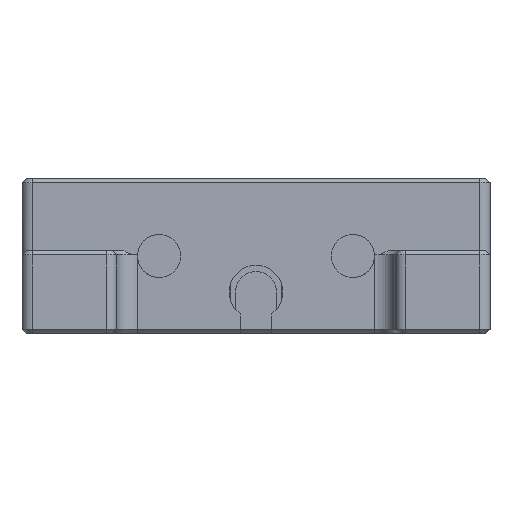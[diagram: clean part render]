
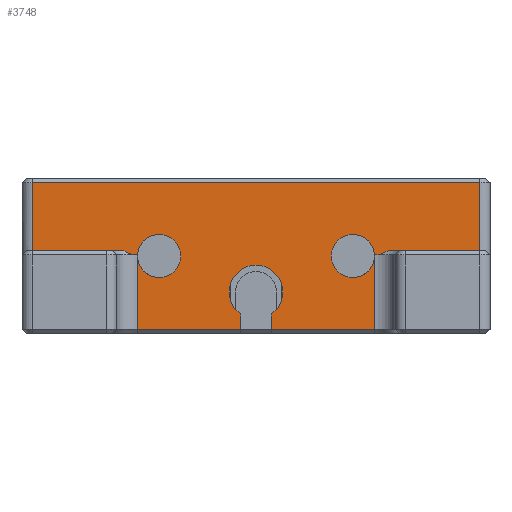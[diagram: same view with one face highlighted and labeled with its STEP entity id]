
A CAD part, front view. The second image highlights one B-rep face of the part: STEP entity #3748.
In plain terms, the highlighted planar face has unit normal (0, -1, 0).
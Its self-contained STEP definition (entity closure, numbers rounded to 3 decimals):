
#191=(
BOUNDED_CURVE()
B_SPLINE_CURVE(2,(#5242,#5243,#5244),.UNSPECIFIED.,.F.,.F.)
B_SPLINE_CURVE_WITH_KNOTS((3,3),(0.14,0.279),
 .UNSPECIFIED.)
CURVE()
GEOMETRIC_REPRESENTATION_ITEM()
RATIONAL_B_SPLINE_CURVE((1.,1.049,1.))
REPRESENTATION_ITEM('')
);
#192=(
BOUNDED_CURVE()
B_SPLINE_CURVE(2,(#5287,#5288,#5289),.UNSPECIFIED.,.F.,.F.)
B_SPLINE_CURVE_WITH_KNOTS((3,3),(0.,0.14),.UNSPECIFIED.)
CURVE()
GEOMETRIC_REPRESENTATION_ITEM()
RATIONAL_B_SPLINE_CURVE((1.,1.049,1.))
REPRESENTATION_ITEM('')
);
#254=CIRCLE('',#4036,2.1);
#255=CIRCLE('',#4037,2.1);
#256=CIRCLE('',#4038,2.6);
#257=CIRCLE('',#4039,2.1);
#258=CIRCLE('',#4040,2.1);
#448=FACE_OUTER_BOUND('',#677,.T.);
#677=EDGE_LOOP('',(#2878,#2879,#2880,#2881,#2882,#2883,#2884,#2885,#2886,
#2887,#2888,#2889,#2890,#2891,#2892,#2893,#2894,#2895,#2896,#2897));
#822=LINE('',#5250,#1176);
#835=LINE('',#5298,#1189);
#836=LINE('',#5299,#1190);
#951=LINE('',#5984,#1305);
#990=LINE('',#6681,#1344);
#991=LINE('',#6684,#1345);
#992=LINE('',#6685,#1346);
#993=LINE('',#6690,#1347);
#994=LINE('',#6692,#1348);
#995=LINE('',#6696,#1349);
#996=LINE('',#6698,#1350);
#997=LINE('',#6700,#1351);
#998=LINE('',#6704,#1352);
#1176=VECTOR('',#4256,10.);
#1189=VECTOR('',#4299,10.);
#1190=VECTOR('',#4300,10.);
#1305=VECTOR('',#4591,10.);
#1344=VECTOR('',#4674,10.);
#1345=VECTOR('',#4677,10.);
#1346=VECTOR('',#4678,10.);
#1347=VECTOR('',#4683,10.);
#1348=VECTOR('',#4684,10.);
#1349=VECTOR('',#4687,10.);
#1350=VECTOR('',#4688,10.);
#1351=VECTOR('',#4689,10.);
#1352=VECTOR('',#4694,10.);
#1533=VERTEX_POINT('',#5240);
#1534=VERTEX_POINT('',#5241);
#1535=VERTEX_POINT('',#5248);
#1548=VERTEX_POINT('',#5285);
#1549=VERTEX_POINT('',#5286);
#1551=VERTEX_POINT('',#5295);
#1552=VERTEX_POINT('',#5297);
#1675=VERTEX_POINT('',#5978);
#1676=VERTEX_POINT('',#5982);
#1708=VERTEX_POINT('',#6683);
#1709=VERTEX_POINT('',#6686);
#1710=VERTEX_POINT('',#6689);
#1711=VERTEX_POINT('',#6691);
#1712=VERTEX_POINT('',#6693);
#1713=VERTEX_POINT('',#6695);
#1714=VERTEX_POINT('',#6697);
#1715=VERTEX_POINT('',#6699);
#1716=VERTEX_POINT('',#6701);
#1873=EDGE_CURVE('',#1533,#1534,#191,.F.);
#1877=EDGE_CURVE('',#1535,#1533,#822,.T.);
#1894=EDGE_CURVE('',#1548,#1549,#192,.F.);
#1899=EDGE_CURVE('',#1551,#1552,#835,.T.);
#1900=EDGE_CURVE('',#1552,#1548,#836,.T.);
#2075=EDGE_CURVE('',#1675,#1676,#951,.T.);
#2136=EDGE_CURVE('',#1676,#1535,#990,.T.);
#2137=EDGE_CURVE('',#1708,#1675,#991,.T.);
#2138=EDGE_CURVE('',#1549,#1708,#992,.T.);
#2139=EDGE_CURVE('',#1552,#1709,#254,.T.);
#2140=EDGE_CURVE('',#1709,#1552,#255,.T.);
#2141=EDGE_CURVE('',#1710,#1551,#993,.T.);
#2142=EDGE_CURVE('',#1710,#1711,#994,.T.);
#2143=EDGE_CURVE('',#1711,#1712,#256,.T.);
#2144=EDGE_CURVE('',#1712,#1713,#995,.T.);
#2145=EDGE_CURVE('',#1714,#1713,#996,.T.);
#2146=EDGE_CURVE('',#1715,#1714,#997,.T.);
#2147=EDGE_CURVE('',#1715,#1716,#257,.T.);
#2148=EDGE_CURVE('',#1716,#1715,#258,.T.);
#2149=EDGE_CURVE('',#1534,#1715,#998,.T.);
#2878=ORIENTED_EDGE('',*,*,#2075,.F.);
#2879=ORIENTED_EDGE('',*,*,#2137,.F.);
#2880=ORIENTED_EDGE('',*,*,#2138,.F.);
#2881=ORIENTED_EDGE('',*,*,#1894,.F.);
#2882=ORIENTED_EDGE('',*,*,#1900,.F.);
#2883=ORIENTED_EDGE('',*,*,#2139,.T.);
#2884=ORIENTED_EDGE('',*,*,#2140,.T.);
#2885=ORIENTED_EDGE('',*,*,#1899,.F.);
#2886=ORIENTED_EDGE('',*,*,#2141,.F.);
#2887=ORIENTED_EDGE('',*,*,#2142,.T.);
#2888=ORIENTED_EDGE('',*,*,#2143,.T.);
#2889=ORIENTED_EDGE('',*,*,#2144,.T.);
#2890=ORIENTED_EDGE('',*,*,#2145,.F.);
#2891=ORIENTED_EDGE('',*,*,#2146,.F.);
#2892=ORIENTED_EDGE('',*,*,#2147,.T.);
#2893=ORIENTED_EDGE('',*,*,#2148,.T.);
#2894=ORIENTED_EDGE('',*,*,#2149,.F.);
#2895=ORIENTED_EDGE('',*,*,#1873,.F.);
#2896=ORIENTED_EDGE('',*,*,#1877,.F.);
#2897=ORIENTED_EDGE('',*,*,#2136,.F.);
#3598=PLANE('',#4035);
#3748=ADVANCED_FACE('',(#448),#3598,.T.);
#4035=AXIS2_PLACEMENT_3D('',#6682,#4675,#4676);
#4036=AXIS2_PLACEMENT_3D('',#6687,#4679,#4680);
#4037=AXIS2_PLACEMENT_3D('',#6688,#4681,#4682);
#4038=AXIS2_PLACEMENT_3D('',#6694,#4685,#4686);
#4039=AXIS2_PLACEMENT_3D('',#6702,#4690,#4691);
#4040=AXIS2_PLACEMENT_3D('',#6703,#4692,#4693);
#4256=DIRECTION('',(-1.,0.,0.));
#4299=DIRECTION('',(0.,0.,1.));
#4300=DIRECTION('',(0.,0.,1.));
#4591=DIRECTION('',(1.,0.,0.));
#4674=DIRECTION('',(0.,0.,-1.));
#4675=DIRECTION('center_axis',(0.,-1.,0.));
#4676=DIRECTION('ref_axis',(1.,0.,0.));
#4677=DIRECTION('',(0.,0.,1.));
#4678=DIRECTION('',(-1.,0.,0.));
#4679=DIRECTION('center_axis',(0.,1.,0.));
#4680=DIRECTION('ref_axis',(0.,0.,1.));
#4681=DIRECTION('center_axis',(0.,1.,0.));
#4682=DIRECTION('ref_axis',(0.,0.,1.));
#4683=DIRECTION('',(-1.,0.,0.));
#4684=DIRECTION('',(0.,0.,1.));
#4685=DIRECTION('center_axis',(0.,1.,0.));
#4686=DIRECTION('ref_axis',(0.,0.,1.));
#4687=DIRECTION('',(0.,0.,-1.));
#4688=DIRECTION('',(-1.,0.,0.));
#4689=DIRECTION('',(0.,0.,-1.));
#4690=DIRECTION('center_axis',(0.,1.,0.));
#4691=DIRECTION('ref_axis',(0.,0.,1.));
#4692=DIRECTION('center_axis',(0.,1.,0.));
#4693=DIRECTION('ref_axis',(0.,0.,1.));
#4694=DIRECTION('',(0.,0.,-1.));
#5240=CARTESIAN_POINT('',(30.927,9.,8.));
#5241=CARTESIAN_POINT('',(29.6,9.,7.6));
#5242=CARTESIAN_POINT('Ctrl Pts',(29.6,9.,7.6));
#5243=CARTESIAN_POINT('Ctrl Pts',(30.203,9.,7.6));
#5244=CARTESIAN_POINT('Ctrl Pts',(30.927,9.,8.));
#5248=CARTESIAN_POINT('',(39.8,9.,8.));
#5250=CARTESIAN_POINT('',(40.8,9.,8.));
#5285=CARTESIAN_POINT('',(6.6,9.,7.6));
#5286=CARTESIAN_POINT('',(5.273,9.,8.));
#5287=CARTESIAN_POINT('Ctrl Pts',(5.273,9.,8.));
#5288=CARTESIAN_POINT('Ctrl Pts',(5.997,9.,7.6));
#5289=CARTESIAN_POINT('Ctrl Pts',(6.6,9.,7.6));
#5295=CARTESIAN_POINT('',(6.6,9.,0.4));
#5297=CARTESIAN_POINT('',(6.6,9.,7.5));
#5298=CARTESIAN_POINT('',(6.6,9.,0.));
#5299=CARTESIAN_POINT('',(6.6,9.,0.));
#5978=CARTESIAN_POINT('',(-3.6,9.,14.6));
#5982=CARTESIAN_POINT('',(39.8,9.,14.6));
#5984=CARTESIAN_POINT('',(6.75,9.,14.6));
#6681=CARTESIAN_POINT('',(39.8,9.,0.));
#6682=CARTESIAN_POINT('Origin',(-4.6,9.,0.));
#6683=CARTESIAN_POINT('',(-3.6,9.,8.));
#6684=CARTESIAN_POINT('',(-3.6,9.,0.));
#6685=CARTESIAN_POINT('',(40.8,9.,8.));
#6686=CARTESIAN_POINT('',(8.7,9.,5.4));
#6687=CARTESIAN_POINT('Origin',(8.7,9.,7.5));
#6688=CARTESIAN_POINT('Origin',(8.7,9.,7.5));
#6689=CARTESIAN_POINT('',(16.6,9.,0.4));
#6690=CARTESIAN_POINT('',(-2.3,9.,0.4));
#6691=CARTESIAN_POINT('',(16.6,9.,1.876));
#6692=CARTESIAN_POINT('',(16.6,9.,0.));
#6693=CARTESIAN_POINT('',(19.6,9.,1.876));
#6694=CARTESIAN_POINT('Origin',(18.1,9.,4.));
#6695=CARTESIAN_POINT('',(19.6,9.,0.4));
#6696=CARTESIAN_POINT('',(19.6,9.,0.938));
#6697=CARTESIAN_POINT('',(29.6,9.,0.4));
#6698=CARTESIAN_POINT('',(-2.3,9.,0.4));
#6699=CARTESIAN_POINT('',(29.6,9.,7.5));
#6700=CARTESIAN_POINT('',(29.6,9.,0.));
#6701=CARTESIAN_POINT('',(27.5,9.,5.4));
#6702=CARTESIAN_POINT('Origin',(27.5,9.,7.5));
#6703=CARTESIAN_POINT('Origin',(27.5,9.,7.5));
#6704=CARTESIAN_POINT('',(29.6,9.,0.));
